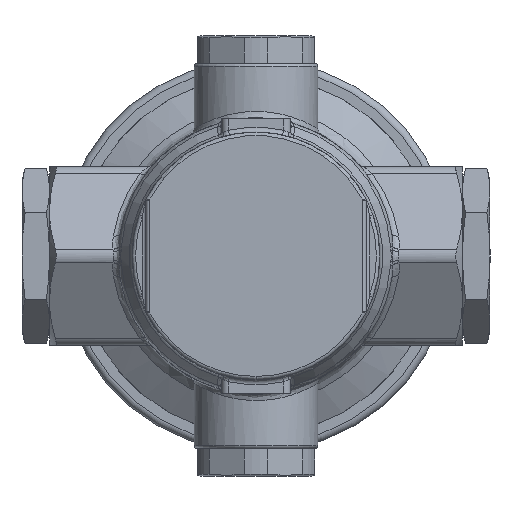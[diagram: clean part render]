
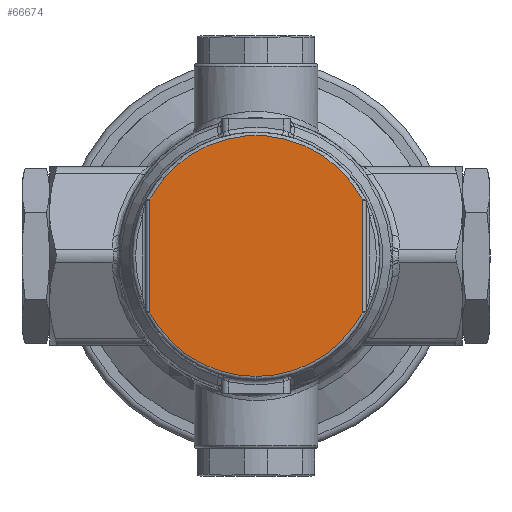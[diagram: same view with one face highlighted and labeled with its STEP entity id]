
A CAD part, front view. The second image highlights one B-rep face of the part: STEP entity #66674.
In plain terms, the highlighted planar face has unit normal (0, -1, 0).
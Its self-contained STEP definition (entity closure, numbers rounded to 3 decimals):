
#1209 = CARTESIAN_POINT ( 'NONE',  ( 15.5, -6., 8.124 ) ) ;
#6795 = CARTESIAN_POINT ( 'NONE',  ( 0., -6., 0. ) ) ;
#7229 = LINE ( 'NONE', #62957, #63962 ) ;
#7687 = AXIS2_PLACEMENT_3D ( 'NONE', #40465, #115093, #51214 ) ;
#17234 = EDGE_CURVE ( 'NONE', #42425, #19212, #7229, .T. ) ;
#17568 = DIRECTION ( 'NONE',  ( 0., 0., -1. ) ) ;
#19212 = VERTEX_POINT ( 'NONE', #1209 ) ;
#20589 = VERTEX_POINT ( 'NONE', #31432 ) ;
#29387 = DIRECTION ( 'NONE',  ( 0., 0., 1. ) ) ;
#31432 = CARTESIAN_POINT ( 'NONE',  ( -15.5, -6., 8.124 ) ) ;
#31764 = ORIENTED_EDGE ( 'NONE', *, *, #17234, .T. ) ;
#32839 = CIRCLE ( 'NONE', #7687, 17.5 ) ;
#35304 = AXIS2_PLACEMENT_3D ( 'NONE', #59679, #134312, #70408 ) ;
#35601 = AXIS2_PLACEMENT_3D ( 'NONE', #113157, #49254, #123889 ) ;
#40465 = CARTESIAN_POINT ( 'NONE',  ( 0., -6., 0. ) ) ;
#41073 = EDGE_CURVE ( 'NONE', #20589, #100964, #105984, .T. ) ;
#42425 = VERTEX_POINT ( 'NONE', #136625 ) ;
#47230 = EDGE_CURVE ( 'NONE', #100964, #53961, #126212, .T. ) ;
#49254 = DIRECTION ( 'NONE',  ( 0., 1., 0. ) ) ;
#51214 = DIRECTION ( 'NONE',  ( 0., 0., -1. ) ) ;
#51824 = ORIENTED_EDGE ( 'NONE', *, *, #47230, .T. ) ;
#52544 = AXIS2_PLACEMENT_3D ( 'NONE', #6795, #81430, #17568 ) ;
#53961 = VERTEX_POINT ( 'NONE', #59150 ) ;
#59150 = CARTESIAN_POINT ( 'NONE',  ( 0., -6., -17.5 ) ) ;
#59679 = CARTESIAN_POINT ( 'NONE',  ( 0., -6., 0. ) ) ;
#62957 = CARTESIAN_POINT ( 'NONE',  ( 15.5, -6., 8.246 ) ) ;
#63962 = VECTOR ( 'NONE', #29387, 1000. ) ;
#66674 = ADVANCED_FACE ( 'NONE', ( #103789 ), #134152, .F. ) ;
#70408 = DIRECTION ( 'NONE',  ( 0., 0., -1. ) ) ;
#81430 = DIRECTION ( 'NONE',  ( 0., -1., 0. ) ) ;
#81705 = ORIENTED_EDGE ( 'NONE', *, *, #41073, .T. ) ;
#87922 = EDGE_LOOP ( 'NONE', ( #51824, #107390, #31764, #124436, #81705 ) ) ;
#97105 = EDGE_CURVE ( 'NONE', #19212, #20589, #32839, .T. ) ;
#100964 = VERTEX_POINT ( 'NONE', #132376 ) ;
#102615 = VECTOR ( 'NONE', #111767, 1000. ) ;
#103789 = FACE_OUTER_BOUND ( 'NONE', #87922, .T. ) ;
#105984 = LINE ( 'NONE', #122514, #102615 ) ;
#107390 = ORIENTED_EDGE ( 'NONE', *, *, #109939, .T. ) ;
#109939 = EDGE_CURVE ( 'NONE', #53961, #42425, #125863, .T. ) ;
#111767 = DIRECTION ( 'NONE',  ( 0., 0., -1. ) ) ;
#113157 = CARTESIAN_POINT ( 'NONE',  ( 0., -6., 0. ) ) ;
#115093 = DIRECTION ( 'NONE',  ( 0., -1., 0. ) ) ;
#122514 = CARTESIAN_POINT ( 'NONE',  ( -15.5, -6., -8.246 ) ) ;
#123889 = DIRECTION ( 'NONE',  ( 0., 0., -1. ) ) ;
#124436 = ORIENTED_EDGE ( 'NONE', *, *, #97105, .T. ) ;
#125863 = CIRCLE ( 'NONE', #35304, 17.5 ) ;
#126212 = CIRCLE ( 'NONE', #52544, 17.5 ) ;
#132376 = CARTESIAN_POINT ( 'NONE',  ( -15.5, -6., -8.124 ) ) ;
#134152 = PLANE ( 'NONE',  #35601 ) ;
#134312 = DIRECTION ( 'NONE',  ( 0., -1., 0. ) ) ;
#136625 = CARTESIAN_POINT ( 'NONE',  ( 15.5, -6., -8.124 ) ) ;
